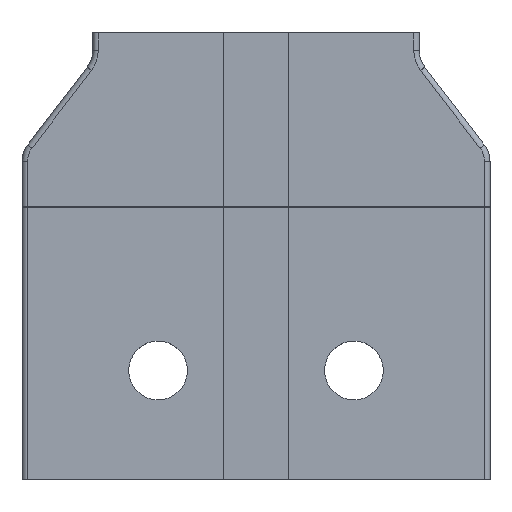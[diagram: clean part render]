
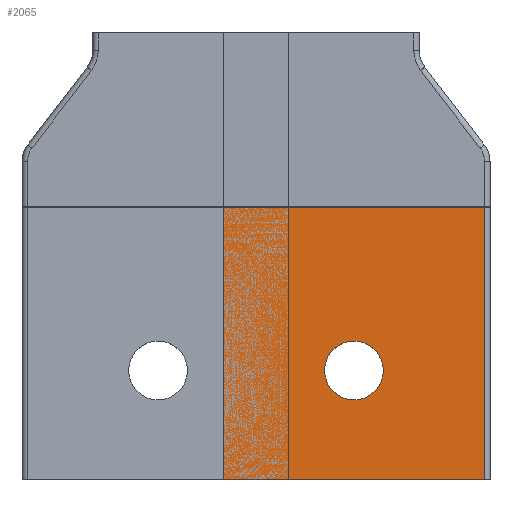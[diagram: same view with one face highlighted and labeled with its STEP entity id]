
A CAD part, top view. The second image highlights one B-rep face of the part: STEP entity #2065.
In plain terms, the highlighted planar face has unit normal (0, 0, 1).
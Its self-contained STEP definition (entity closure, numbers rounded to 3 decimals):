
#20=FACE_BOUND('',#661,.T.);
#46=PLANE('',#2243);
#98=LINE('',#3149,#278);
#136=LINE('',#3273,#316);
#137=LINE('',#3276,#317);
#144=LINE('',#3299,#324);
#278=VECTOR('',#2471,10.);
#316=VECTOR('',#2585,10.);
#317=VECTOR('',#2588,10.);
#324=VECTOR('',#2617,10.);
#537=FACE_OUTER_BOUND('',#660,.T.);
#660=EDGE_LOOP('',(#1563,#1564,#1565,#1566));
#661=EDGE_LOOP('',(#1567));
#813=CIRCLE('',#2241,2.7);
#914=VERTEX_POINT('',#3146);
#915=VERTEX_POINT('',#3148);
#963=VERTEX_POINT('',#3271);
#964=VERTEX_POINT('',#3275);
#969=VERTEX_POINT('',#3293);
#1122=EDGE_CURVE('',#914,#915,#98,.T.);
#1185=EDGE_CURVE('',#963,#914,#136,.T.);
#1186=EDGE_CURVE('',#915,#964,#137,.T.);
#1196=EDGE_CURVE('',#969,#969,#813,.T.);
#1198=EDGE_CURVE('',#964,#963,#144,.T.);
#1563=ORIENTED_EDGE('',*,*,#1185,.F.);
#1564=ORIENTED_EDGE('',*,*,#1198,.F.);
#1565=ORIENTED_EDGE('',*,*,#1186,.F.);
#1566=ORIENTED_EDGE('',*,*,#1122,.F.);
#1567=ORIENTED_EDGE('',*,*,#1196,.T.);
#2065=ADVANCED_FACE('',(#537,#20),#46,.T.);
#2241=AXIS2_PLACEMENT_3D('',#3295,#2610,#2611);
#2243=AXIS2_PLACEMENT_3D('',#3298,#2615,#2616);
#2471=DIRECTION('',(-1.,0.,0.));
#2585=DIRECTION('',(0.,-1.,0.));
#2588=DIRECTION('',(0.,1.,0.));
#2610=DIRECTION('center_axis',(0.,0.,-1.));
#2611=DIRECTION('ref_axis',(-1.,0.,0.));
#2615=DIRECTION('center_axis',(0.,0.,1.));
#2616=DIRECTION('ref_axis',(-1.,0.,0.));
#2617=DIRECTION('',(1.,0.,0.));
#3146=CARTESIAN_POINT('',(21.,-25.,22.));
#3148=CARTESIAN_POINT('',(-3.,-25.,22.));
#3149=CARTESIAN_POINT('',(-10.,-25.,22.));
#3271=CARTESIAN_POINT('',(21.,0.,22.));
#3273=CARTESIAN_POINT('',(21.,0.,22.));
#3275=CARTESIAN_POINT('',(-3.,0.,22.));
#3276=CARTESIAN_POINT('',(-3.,0.,22.));
#3293=CARTESIAN_POINT('',(11.7,-15.,22.));
#3295=CARTESIAN_POINT('Origin',(9.,-15.,22.));
#3298=CARTESIAN_POINT('Origin',(21.5,0.,22.));
#3299=CARTESIAN_POINT('',(12.,0.,22.));
